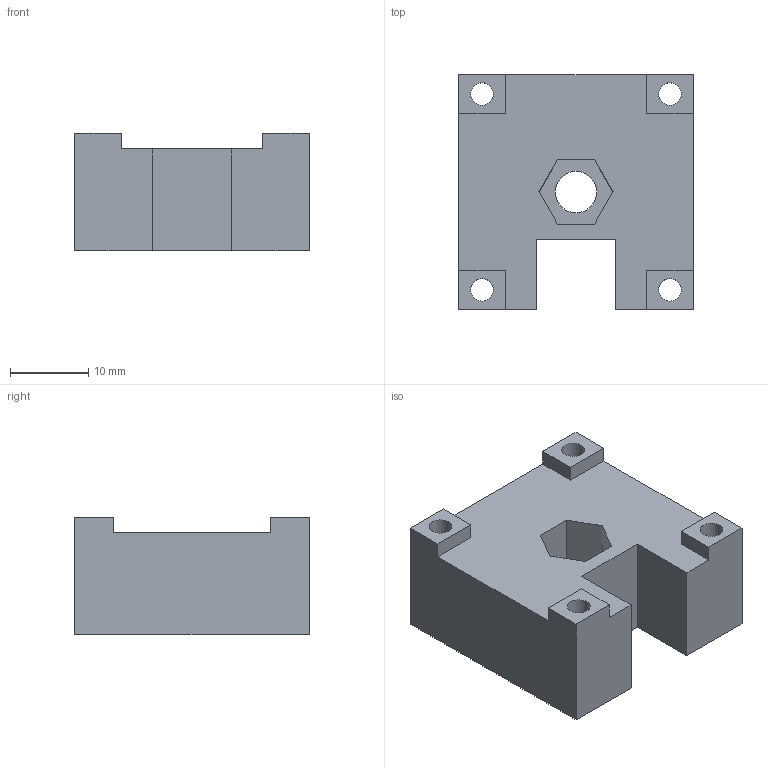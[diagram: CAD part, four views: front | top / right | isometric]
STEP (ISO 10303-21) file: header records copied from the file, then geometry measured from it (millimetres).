
FILE_DESCRIPTION(/* description */ (''),/* implementation_level */ '2;1');
FILE_NAME(/* name */ 'front_door-webcam(FIT0701)-mount.stp',/* time_stamp */ '2024-07-10T11:19:01+02:00',/* author */ ('nvladi'),/* organization */ (''),/* preprocessor_version */ 'ST-DEVELOPER v19',/* originating_system */ 'Autodesk Inventor 2023',/* authorisation */ '');
FILE_SCHEMA (('AUTOMOTIVE_DESIGN { 1 0 10303 214 3 1 1 }'));
Length unit declared in the file: millimetre
Products named in the file (1): front_door-webcam(FIT0701)-mount
Bounding box: 30 x 30 x 15 mm (x, y, z)
Volume: 9720.1 mm3; surface area: 4371.6 mm2
Topology: 1 solids, 1 shells, 34 faces, 102 edges, 85 vertices
Faces by surface type: plane 29, cylinder 5
Full cylindrical faces by diameter (mm): 2.9 x4, 5.3 x1
Entity records: 1165 total; most frequent: CARTESIAN_POINT 213, ORIENTED_EDGE 186, DIRECTION 173, EDGE_CURVE 93, LINE 83, VECTOR 83, VERTEX_POINT 62, EDGE_LOOP 45
